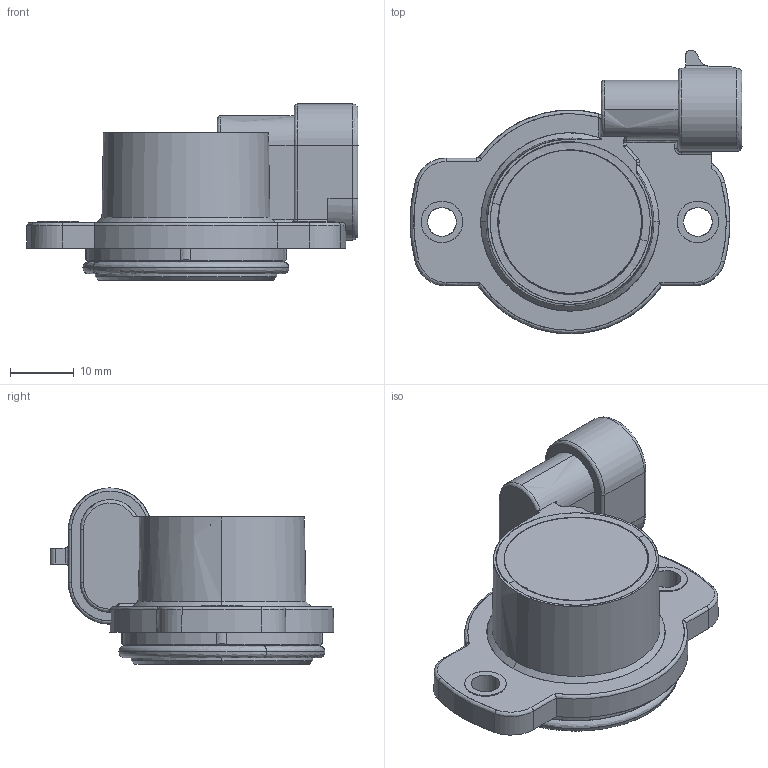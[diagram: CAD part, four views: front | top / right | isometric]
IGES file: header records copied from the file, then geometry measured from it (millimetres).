
Start section: SolidWorks IGES file using analytic representation for surfaces
Global section: file name: SP40_018400.IGS; native system: SolidWorks 2010; preprocessor: SolidWorks 2010; author: schweiker; date: 110114.124107; units: millimetre
Bounding box: 51.9 x 44.35 x 27.55 mm (x, y, z)
Surface area: 11772.7 mm2 (no closed solid volume)
Topology: 0 solids, 0 shells, 458 faces, 4794 edges, 4786 vertices
Faces by surface type: bspline 280, revolution 178
